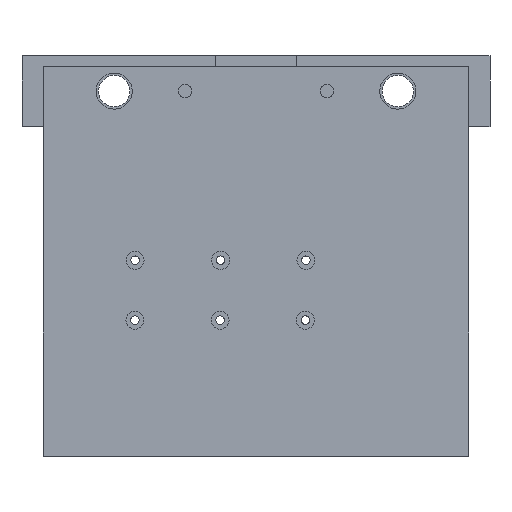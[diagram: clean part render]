
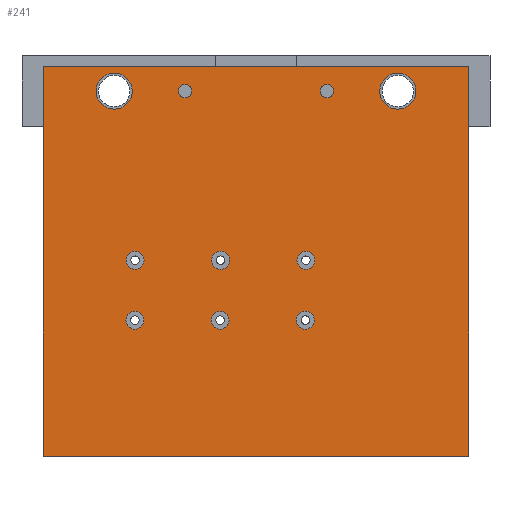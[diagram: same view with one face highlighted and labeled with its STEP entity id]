
A CAD part, front view. The second image highlights one B-rep face of the part: STEP entity #241.
In plain terms, the highlighted face is planar.
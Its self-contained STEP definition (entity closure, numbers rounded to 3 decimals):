
#11 = VECTOR ( 'NONE', #4333, 1000. ) ;
#124 = CARTESIAN_POINT ( 'NONE',  ( 0., 0., 74. ) ) ;
#194 = DIRECTION ( 'NONE',  ( -1., 0., 0. ) ) ;
#229 = CARTESIAN_POINT ( 'NONE',  ( 200., 17.5, 74. ) ) ;
#241 = ADVANCED_FACE ( 'NONE', ( #2572, #1380, #5803, #7313, #3852, #819, #2849, #7735, #5649, #1922, #2312 ), #6353, .T. ) ;
#301 = DIRECTION ( 'NONE',  ( -1., 0., 0. ) ) ;
#363 = CARTESIAN_POINT ( 'NONE',  ( 300., 0., 74. ) ) ;
#566 = ORIENTED_EDGE ( 'NONE', *, *, #8311, .F. ) ;
#633 = CARTESIAN_POINT ( 'NONE',  ( 228.9, 136.75, 74. ) ) ;
#646 = VERTEX_POINT ( 'NONE', #1991 ) ;
#819 = FACE_BOUND ( 'NONE', #7466, .T. ) ;
#928 = EDGE_CURVE ( 'NONE', #1891, #3855, #3344, .T. ) ;
#1186 = ORIENTED_EDGE ( 'NONE', *, *, #2475, .T. ) ;
#1242 = CARTESIAN_POINT ( 'NONE',  ( 235.404, 179., 74. ) ) ;
#1253 = DIRECTION ( 'NONE',  ( -1., 0., 0. ) ) ;
#1257 = EDGE_CURVE ( 'NONE', #3841, #3841, #6232, .T. ) ;
#1276 = CARTESIAN_POINT ( 'NONE',  ( 0., 0., 74. ) ) ;
#1296 = DIRECTION ( 'NONE',  ( 0., 0., 1. ) ) ;
#1380 = FACE_BOUND ( 'NONE', #5294, .T. ) ;
#1413 = CARTESIAN_POINT ( 'NONE',  ( 104.675, 17.5, 74. ) ) ;
#1802 = DIRECTION ( 'NONE',  ( 0., 0., -1. ) ) ;
#1823 = EDGE_CURVE ( 'NONE', #2972, #2972, #5608, .T. ) ;
#1840 = ORIENTED_EDGE ( 'NONE', *, *, #7337, .T. ) ;
#1891 = VERTEX_POINT ( 'NONE', #6184 ) ;
#1922 = FACE_BOUND ( 'NONE', #6087, .T. ) ;
#1991 = CARTESIAN_POINT ( 'NONE',  ( 62.7, 17.5, 74. ) ) ;
#1996 = CIRCLE ( 'NONE', #5972, 6.35 ) ;
#2029 = ORIENTED_EDGE ( 'NONE', *, *, #5397, .F. ) ;
#2068 = CIRCLE ( 'NONE', #7176, 6.35 ) ;
#2201 = DIRECTION ( 'NONE',  ( 0., 0., -1. ) ) ;
#2223 = EDGE_LOOP ( 'NONE', ( #5656 ) ) ;
#2312 = FACE_BOUND ( 'NONE', #8438, .T. ) ;
#2317 = LINE ( 'NONE', #7192, #2693 ) ;
#2356 = DIRECTION ( 'NONE',  ( 1., 0., 0. ) ) ;
#2475 = EDGE_CURVE ( 'NONE', #8525, #8525, #5094, .T. ) ;
#2478 = EDGE_LOOP ( 'NONE', ( #6358 ) ) ;
#2572 = FACE_BOUND ( 'NONE', #2223, .T. ) ;
#2620 = DIRECTION ( 'NONE',  ( 0., 0., 1. ) ) ;
#2693 = VECTOR ( 'NONE', #3418, 1000. ) ;
#2724 = AXIS2_PLACEMENT_3D ( 'NONE', #3272, #8407, #6630 ) ;
#2849 = FACE_BOUND ( 'NONE', #6705, .T. ) ;
#2868 = DIRECTION ( 'NONE',  ( 0., 0., -1. ) ) ;
#2927 = CARTESIAN_POINT ( 'NONE',  ( 229.054, 179., 74. ) ) ;
#2972 = VERTEX_POINT ( 'NONE', #4775 ) ;
#3046 = DIRECTION ( 'NONE',  ( 0., 0., -1. ) ) ;
#3106 = CARTESIAN_POINT ( 'NONE',  ( 108.861, 178.997, 74. ) ) ;
#3123 = AXIS2_PLACEMENT_3D ( 'NONE', #3541, #7022, #8391 ) ;
#3135 = LINE ( 'NONE', #5065, #8344 ) ;
#3136 = DIRECTION ( 'NONE',  ( 1., 0., 0. ) ) ;
#3162 = CARTESIAN_POINT ( 'NONE',  ( 235.25, 136.75, 74. ) ) ;
#3272 = CARTESIAN_POINT ( 'NONE',  ( 50., 17.5, 74. ) ) ;
#3344 = LINE ( 'NONE', #3921, #3913 ) ;
#3418 = DIRECTION ( 'NONE',  ( 0., -1., 0. ) ) ;
#3541 = CARTESIAN_POINT ( 'NONE',  ( 175.307, 178.999, 74. ) ) ;
#3558 = CIRCLE ( 'NONE', #5636, 12.7 ) ;
#3593 = AXIS2_PLACEMENT_3D ( 'NONE', #124, #8013, #3136 ) ;
#3616 = CARTESIAN_POINT ( 'NONE',  ( 168.65, 136.75, 74. ) ) ;
#3694 = AXIS2_PLACEMENT_3D ( 'NONE', #5419, #2620, #7101 ) ;
#3841 = VERTEX_POINT ( 'NONE', #6335 ) ;
#3852 = FACE_BOUND ( 'NONE', #8566, .T. ) ;
#3855 = VERTEX_POINT ( 'NONE', #4701 ) ;
#3913 = VECTOR ( 'NONE', #194, 1000. ) ;
#3921 = CARTESIAN_POINT ( 'NONE',  ( 300., 275., 74. ) ) ;
#3954 = AXIS2_PLACEMENT_3D ( 'NONE', #6651, #2868, #301 ) ;
#4099 = EDGE_LOOP ( 'NONE', ( #4279, #1840, #5818, #6775 ) ) ;
#4279 = ORIENTED_EDGE ( 'NONE', *, *, #4953, .T. ) ;
#4290 = EDGE_CURVE ( 'NONE', #4597, #4597, #1996, .T. ) ;
#4306 = CARTESIAN_POINT ( 'NONE',  ( 175., 136.75, 74. ) ) ;
#4333 = DIRECTION ( 'NONE',  ( 1., 0., 0. ) ) ;
#4370 = EDGE_CURVE ( 'NONE', #3855, #6689, #2317, .T. ) ;
#4420 = EDGE_CURVE ( 'NONE', #8083, #8083, #6891, .T. ) ;
#4597 = VERTEX_POINT ( 'NONE', #2927 ) ;
#4687 = ORIENTED_EDGE ( 'NONE', *, *, #4290, .T. ) ;
#4701 = CARTESIAN_POINT ( 'NONE',  ( 0., 275., 74. ) ) ;
#4775 = CARTESIAN_POINT ( 'NONE',  ( 204.675, 17.5, 74. ) ) ;
#4953 = EDGE_CURVE ( 'NONE', #6689, #5091, #6003, .T. ) ;
#4964 = CARTESIAN_POINT ( 'NONE',  ( 262.7, 17.5, 74. ) ) ;
#4983 = CARTESIAN_POINT ( 'NONE',  ( 250., 17.5, 74. ) ) ;
#5065 = CARTESIAN_POINT ( 'NONE',  ( 300., 275., 74. ) ) ;
#5091 = VERTEX_POINT ( 'NONE', #363 ) ;
#5094 = CIRCLE ( 'NONE', #3954, 6.35 ) ;
#5294 = EDGE_LOOP ( 'NONE', ( #4687 ) ) ;
#5333 = AXIS2_PLACEMENT_3D ( 'NONE', #229, #5890, #5742 ) ;
#5357 = DIRECTION ( 'NONE',  ( -1., 0., 0. ) ) ;
#5395 = VERTEX_POINT ( 'NONE', #1413 ) ;
#5397 = EDGE_CURVE ( 'NONE', #646, #646, #6488, .T. ) ;
#5419 = CARTESIAN_POINT ( 'NONE',  ( 100., 17.5, 74. ) ) ;
#5446 = VERTEX_POINT ( 'NONE', #6846 ) ;
#5604 = EDGE_CURVE ( 'NONE', #5446, #5446, #2068, .T. ) ;
#5608 = CIRCLE ( 'NONE', #5333, 4.675 ) ;
#5636 = AXIS2_PLACEMENT_3D ( 'NONE', #4983, #1296, #2356 ) ;
#5649 = FACE_OUTER_BOUND ( 'NONE', #4099, .T. ) ;
#5656 = ORIENTED_EDGE ( 'NONE', *, *, #4420, .T. ) ;
#5742 = DIRECTION ( 'NONE',  ( 1., 0., 0. ) ) ;
#5770 = ORIENTED_EDGE ( 'NONE', *, *, #5604, .T. ) ;
#5803 = FACE_BOUND ( 'NONE', #2478, .T. ) ;
#5818 = ORIENTED_EDGE ( 'NONE', *, *, #928, .T. ) ;
#5890 = DIRECTION ( 'NONE',  ( 0., 0., 1. ) ) ;
#5970 = EDGE_CURVE ( 'NONE', #8198, #8198, #7963, .T. ) ;
#5972 = AXIS2_PLACEMENT_3D ( 'NONE', #1242, #1802, #5357 ) ;
#6003 = LINE ( 'NONE', #8226, #11 ) ;
#6087 = EDGE_LOOP ( 'NONE', ( #566 ) ) ;
#6101 = CARTESIAN_POINT ( 'NONE',  ( 114.75, 136.75, 74. ) ) ;
#6184 = CARTESIAN_POINT ( 'NONE',  ( 300., 275., 74. ) ) ;
#6232 = CIRCLE ( 'NONE', #3123, 6.35 ) ;
#6335 = CARTESIAN_POINT ( 'NONE',  ( 168.957, 178.999, 74. ) ) ;
#6353 = PLANE ( 'NONE',  #3593 ) ;
#6358 = ORIENTED_EDGE ( 'NONE', *, *, #1257, .T. ) ;
#6488 = CIRCLE ( 'NONE', #2724, 12.7 ) ;
#6489 = DIRECTION ( 'NONE',  ( 0., 1., 0. ) ) ;
#6630 = DIRECTION ( 'NONE',  ( 1., 0., 0. ) ) ;
#6651 = CARTESIAN_POINT ( 'NONE',  ( 115.211, 178.997, 74. ) ) ;
#6670 = VERTEX_POINT ( 'NONE', #4964 ) ;
#6689 = VERTEX_POINT ( 'NONE', #1276 ) ;
#6705 = EDGE_LOOP ( 'NONE', ( #2029 ) ) ;
#6775 = ORIENTED_EDGE ( 'NONE', *, *, #4370, .T. ) ;
#6786 = ORIENTED_EDGE ( 'NONE', *, *, #1823, .F. ) ;
#6846 = CARTESIAN_POINT ( 'NONE',  ( 108.4, 136.75, 74. ) ) ;
#6891 = CIRCLE ( 'NONE', #7771, 6.35 ) ;
#6930 = ORIENTED_EDGE ( 'NONE', *, *, #7777, .F. ) ;
#7022 = DIRECTION ( 'NONE',  ( 0., 0., -1. ) ) ;
#7101 = DIRECTION ( 'NONE',  ( 1., 0., 0. ) ) ;
#7176 = AXIS2_PLACEMENT_3D ( 'NONE', #6101, #2201, #7904 ) ;
#7192 = CARTESIAN_POINT ( 'NONE',  ( 0., 275., 74. ) ) ;
#7313 = FACE_BOUND ( 'NONE', #7645, .T. ) ;
#7337 = EDGE_CURVE ( 'NONE', #5091, #1891, #3135, .T. ) ;
#7466 = EDGE_LOOP ( 'NONE', ( #7789 ) ) ;
#7645 = EDGE_LOOP ( 'NONE', ( #1186 ) ) ;
#7735 = FACE_BOUND ( 'NONE', #7874, .T. ) ;
#7771 = AXIS2_PLACEMENT_3D ( 'NONE', #3162, #8036, #1253 ) ;
#7777 = EDGE_CURVE ( 'NONE', #5395, #5395, #8044, .T. ) ;
#7789 = ORIENTED_EDGE ( 'NONE', *, *, #5970, .T. ) ;
#7874 = EDGE_LOOP ( 'NONE', ( #6786 ) ) ;
#7904 = DIRECTION ( 'NONE',  ( -1., 0., 0. ) ) ;
#7922 = DIRECTION ( 'NONE',  ( -1., 0., 0. ) ) ;
#7963 = CIRCLE ( 'NONE', #8069, 6.35 ) ;
#8013 = DIRECTION ( 'NONE',  ( 0., 0., 1. ) ) ;
#8036 = DIRECTION ( 'NONE',  ( 0., 0., -1. ) ) ;
#8044 = CIRCLE ( 'NONE', #3694, 4.675 ) ;
#8069 = AXIS2_PLACEMENT_3D ( 'NONE', #4306, #3046, #7922 ) ;
#8083 = VERTEX_POINT ( 'NONE', #633 ) ;
#8198 = VERTEX_POINT ( 'NONE', #3616 ) ;
#8226 = CARTESIAN_POINT ( 'NONE',  ( 300., 0., 74. ) ) ;
#8311 = EDGE_CURVE ( 'NONE', #6670, #6670, #3558, .T. ) ;
#8344 = VECTOR ( 'NONE', #6489, 1000. ) ;
#8391 = DIRECTION ( 'NONE',  ( -1., 0., 0. ) ) ;
#8407 = DIRECTION ( 'NONE',  ( 0., 0., 1. ) ) ;
#8438 = EDGE_LOOP ( 'NONE', ( #6930 ) ) ;
#8525 = VERTEX_POINT ( 'NONE', #3106 ) ;
#8566 = EDGE_LOOP ( 'NONE', ( #5770 ) ) ;
